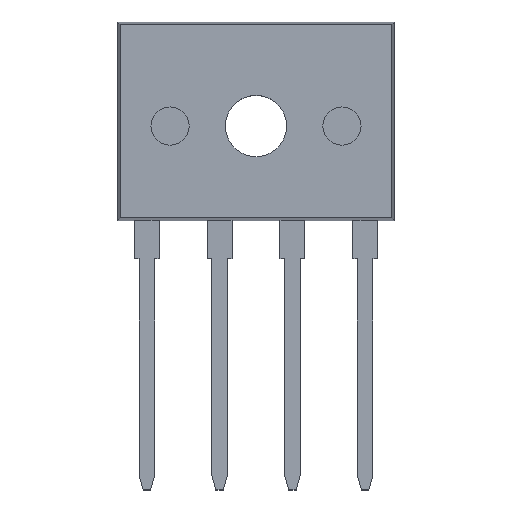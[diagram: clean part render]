
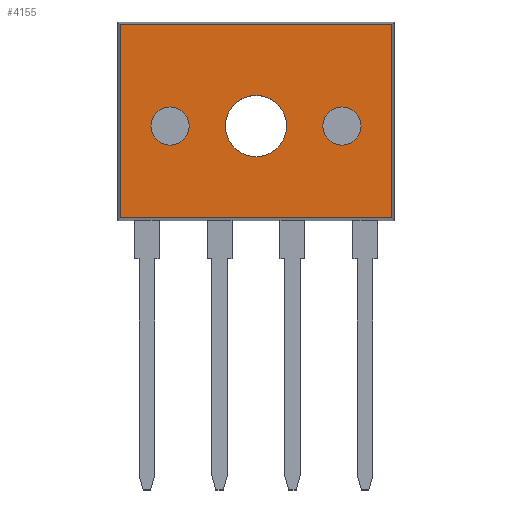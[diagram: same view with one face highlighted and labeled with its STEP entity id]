
A CAD part, top view. The second image highlights one B-rep face of the part: STEP entity #4155.
In plain terms, the highlighted planar face has unit normal (0, 0, 1).
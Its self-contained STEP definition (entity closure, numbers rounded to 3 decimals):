
#404 = DIRECTION ( 'NONE',  ( 1., 0., 0. ) ) ;
#581 = CARTESIAN_POINT ( 'NONE',  ( 10.75, -5.45, 2.6 ) ) ;
#845 = CARTESIAN_POINT ( 'NONE',  ( 0.136, -10.264, 2.6 ) ) ;
#870 = CIRCLE ( 'NONE', #9362, 1.6 ) ;
#1096 = VERTEX_POINT ( 'NONE', #11775 ) ;
#1098 = CARTESIAN_POINT ( 'NONE',  ( 0., 0., 2.6 ) ) ;
#1402 = CARTESIAN_POINT ( 'NONE',  ( 0., -10.264, 2.6 ) ) ;
#1412 = EDGE_CURVE ( 'NONE', #1096, #2530, #870, .T. ) ;
#1569 = CARTESIAN_POINT ( 'NONE',  ( 12.75, -5.45, 2.6 ) ) ;
#1677 = EDGE_CURVE ( 'NONE', #16043, #8604, #18737, .T. ) ;
#1841 = EDGE_LOOP ( 'NONE', ( #14751, #5619 ) ) ;
#1995 = DIRECTION ( 'NONE',  ( 0., 0., 1. ) ) ;
#2002 = VERTEX_POINT ( 'NONE', #5386 ) ;
#2019 = ORIENTED_EDGE ( 'NONE', *, *, #8005, .T. ) ;
#2272 = EDGE_CURVE ( 'NONE', #2002, #7646, #8217, .T. ) ;
#2481 = CARTESIAN_POINT ( 'NONE',  ( 14.364, 0., 2.6 ) ) ;
#2530 = VERTEX_POINT ( 'NONE', #12207 ) ;
#2640 = VERTEX_POINT ( 'NONE', #581 ) ;
#3022 = ORIENTED_EDGE ( 'NONE', *, *, #9686, .T. ) ;
#3178 = DIRECTION ( 'NONE',  ( 0., 0., 1. ) ) ;
#3479 = AXIS2_PLACEMENT_3D ( 'NONE', #11040, #7781, #11233 ) ;
#3746 = ORIENTED_EDGE ( 'NONE', *, *, #14073, .T. ) ;
#4155 = ADVANCED_FACE ( 'NONE', ( #6903, #18844, #14597, #8685 ), #14402, .F. ) ;
#4356 = LINE ( 'NONE', #1402, #16172 ) ;
#4556 = DIRECTION ( 'NONE',  ( 1., 0., 0. ) ) ;
#4950 = CARTESIAN_POINT ( 'NONE',  ( 7.25, -5.45, 2.6 ) ) ;
#5386 = CARTESIAN_POINT ( 'NONE',  ( 0.136, -0.136, 2.6 ) ) ;
#5613 = CARTESIAN_POINT ( 'NONE',  ( 0., -0.136, 2.6 ) ) ;
#5619 = ORIENTED_EDGE ( 'NONE', *, *, #8577, .F. ) ;
#5757 = EDGE_CURVE ( 'NONE', #2640, #15002, #11972, .T. ) ;
#6442 = AXIS2_PLACEMENT_3D ( 'NONE', #1098, #10162, #12924 ) ;
#6570 = CIRCLE ( 'NONE', #14750, 1.6 ) ;
#6774 = ORIENTED_EDGE ( 'NONE', *, *, #5757, .F. ) ;
#6832 = CARTESIAN_POINT ( 'NONE',  ( 3.75, -5.45, 2.6 ) ) ;
#6860 = EDGE_LOOP ( 'NONE', ( #8037, #3746, #2019, #3022 ) ) ;
#6903 = FACE_BOUND ( 'NONE', #10252, .T. ) ;
#6923 = CARTESIAN_POINT ( 'NONE',  ( 7.25, -5.45, 2.6 ) ) ;
#7033 = CARTESIAN_POINT ( 'NONE',  ( 14.364, -0.136, 2.6 ) ) ;
#7370 = DIRECTION ( 'NONE',  ( 0., 0., 1. ) ) ;
#7604 = VERTEX_POINT ( 'NONE', #7033 ) ;
#7646 = VERTEX_POINT ( 'NONE', #845 ) ;
#7781 = DIRECTION ( 'NONE',  ( 0., 0., 1. ) ) ;
#7924 = DIRECTION ( 'NONE',  ( 0., -1., 0. ) ) ;
#8001 = DIRECTION ( 'NONE',  ( 1., 0., 0. ) ) ;
#8005 = EDGE_CURVE ( 'NONE', #14929, #7604, #15988, .T. ) ;
#8037 = ORIENTED_EDGE ( 'NONE', *, *, #2272, .T. ) ;
#8217 = LINE ( 'NONE', #18379, #12764 ) ;
#8557 = AXIS2_PLACEMENT_3D ( 'NONE', #17642, #7370, #10532 ) ;
#8577 = EDGE_CURVE ( 'NONE', #8604, #16043, #13258, .T. ) ;
#8604 = VERTEX_POINT ( 'NONE', #14868 ) ;
#8655 = AXIS2_PLACEMENT_3D ( 'NONE', #12232, #3178, #15001 ) ;
#8675 = DIRECTION ( 'NONE',  ( -1., 0., 0. ) ) ;
#8685 = FACE_OUTER_BOUND ( 'NONE', #6860, .T. ) ;
#9362 = AXIS2_PLACEMENT_3D ( 'NONE', #6923, #11078, #14419 ) ;
#9686 = EDGE_CURVE ( 'NONE', #7604, #2002, #11533, .T. ) ;
#10162 = DIRECTION ( 'NONE',  ( 0., 0., -1. ) ) ;
#10252 = EDGE_LOOP ( 'NONE', ( #16656, #6774 ) ) ;
#10532 = DIRECTION ( 'NONE',  ( 1., 0., 0. ) ) ;
#10972 = CIRCLE ( 'NONE', #13484, 1. ) ;
#11040 = CARTESIAN_POINT ( 'NONE',  ( 11.75, -5.45, 2.6 ) ) ;
#11055 = DIRECTION ( 'NONE',  ( 0., 0., 1. ) ) ;
#11078 = DIRECTION ( 'NONE',  ( 0., 0., 1. ) ) ;
#11233 = DIRECTION ( 'NONE',  ( 1., 0., 0. ) ) ;
#11533 = LINE ( 'NONE', #5613, #13999 ) ;
#11775 = CARTESIAN_POINT ( 'NONE',  ( 8.85, -5.45, 2.6 ) ) ;
#11972 = CIRCLE ( 'NONE', #3479, 1. ) ;
#11978 = ORIENTED_EDGE ( 'NONE', *, *, #14728, .F. ) ;
#12207 = CARTESIAN_POINT ( 'NONE',  ( 5.65, -5.45, 2.6 ) ) ;
#12232 = CARTESIAN_POINT ( 'NONE',  ( 2.75, -5.45, 2.6 ) ) ;
#12527 = CARTESIAN_POINT ( 'NONE',  ( 11.75, -5.45, 2.6 ) ) ;
#12764 = VECTOR ( 'NONE', #7924, 1000. ) ;
#12924 = DIRECTION ( 'NONE',  ( -1., 0., 0. ) ) ;
#13258 = CIRCLE ( 'NONE', #8557, 1. ) ;
#13484 = AXIS2_PLACEMENT_3D ( 'NONE', #12527, #1995, #8001 ) ;
#13999 = VECTOR ( 'NONE', #8675, 1000. ) ;
#14073 = EDGE_CURVE ( 'NONE', #7646, #14929, #4356, .T. ) ;
#14402 = PLANE ( 'NONE',  #6442 ) ;
#14419 = DIRECTION ( 'NONE',  ( 1., 0., 0. ) ) ;
#14597 = FACE_BOUND ( 'NONE', #16115, .T. ) ;
#14728 = EDGE_CURVE ( 'NONE', #2530, #1096, #6570, .T. ) ;
#14750 = AXIS2_PLACEMENT_3D ( 'NONE', #4950, #11055, #404 ) ;
#14751 = ORIENTED_EDGE ( 'NONE', *, *, #1677, .F. ) ;
#14868 = CARTESIAN_POINT ( 'NONE',  ( 1.75, -5.45, 2.6 ) ) ;
#14929 = VERTEX_POINT ( 'NONE', #19414 ) ;
#15001 = DIRECTION ( 'NONE',  ( 1., 0., 0. ) ) ;
#15002 = VERTEX_POINT ( 'NONE', #1569 ) ;
#15776 = VECTOR ( 'NONE', #17569, 1000. ) ;
#15988 = LINE ( 'NONE', #2481, #15776 ) ;
#16043 = VERTEX_POINT ( 'NONE', #6832 ) ;
#16115 = EDGE_LOOP ( 'NONE', ( #18452, #11978 ) ) ;
#16172 = VECTOR ( 'NONE', #4556, 1000. ) ;
#16656 = ORIENTED_EDGE ( 'NONE', *, *, #18403, .F. ) ;
#17569 = DIRECTION ( 'NONE',  ( 0., 1., 0. ) ) ;
#17642 = CARTESIAN_POINT ( 'NONE',  ( 2.75, -5.45, 2.6 ) ) ;
#18379 = CARTESIAN_POINT ( 'NONE',  ( 0.136, 0., 2.6 ) ) ;
#18403 = EDGE_CURVE ( 'NONE', #15002, #2640, #10972, .T. ) ;
#18452 = ORIENTED_EDGE ( 'NONE', *, *, #1412, .F. ) ;
#18737 = CIRCLE ( 'NONE', #8655, 1. ) ;
#18844 = FACE_BOUND ( 'NONE', #1841, .T. ) ;
#19414 = CARTESIAN_POINT ( 'NONE',  ( 14.364, -10.264, 2.6 ) ) ;
